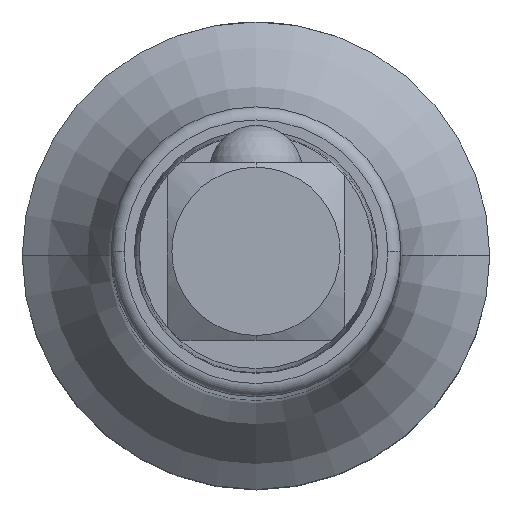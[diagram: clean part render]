
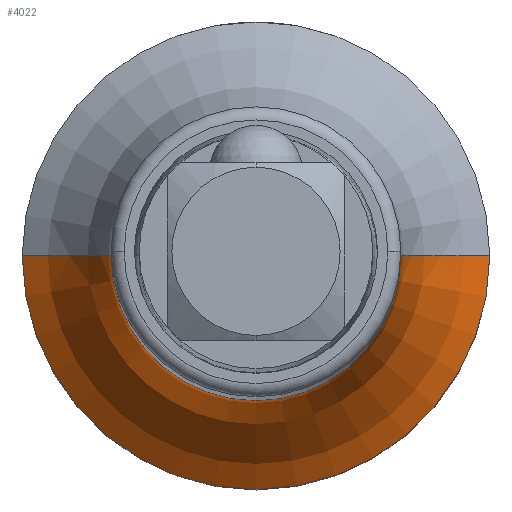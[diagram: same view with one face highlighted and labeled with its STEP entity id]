
A CAD part, top view. The second image highlights one B-rep face of the part: STEP entity #4022.
In plain terms, the highlighted toroidal (fillet/blend) face has major radius 17.75 mm and minor radius 10 mm.
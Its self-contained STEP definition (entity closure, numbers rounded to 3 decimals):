
#3588=CARTESIAN_POINT('',(0.,0.,17.2));
#3589=DIRECTION('',(0.,0.,1.));
#3590=DIRECTION('',(1.,0.,0.));
#3591=AXIS2_PLACEMENT_3D('',#3588,#3589,#3590);
#3596=CARTESIAN_POINT('',(17.75,0.,
25.711));
#3597=DIRECTION('',(0.,1.,0.));
#3598=DIRECTION('',(-0.525,0.,-0.851));
#3599=AXIS2_PLACEMENT_3D('',#3596,#3597,#3598);
#3604=CARTESIAN_POINT('',(-17.75,0.,
25.711));
#3605=DIRECTION('',(0.,-1.,0.));
#3606=DIRECTION('',(0.525,0.,-0.851));
#3607=AXIS2_PLACEMENT_3D('',#3604,#3605,#3606);
#3737=CARTESIAN_POINT('',(0.,0.,25.711));
#3738=DIRECTION('',(0.,0.,1.));
#3739=DIRECTION('',(1.,0.,0.));
#3740=AXIS2_PLACEMENT_3D('',#3737,#3738,#3739);
#3752=CARTESIAN_POINT('',(-12.5,0.,17.2));
#3753=CARTESIAN_POINT('',(12.5,0.,17.2));
#3754=VERTEX_POINT('',#3752);
#3755=VERTEX_POINT('',#3753);
#3756=CARTESIAN_POINT('',(-7.75,0.,25.711));
#3757=CARTESIAN_POINT('',(7.75,0.,25.711));
#3758=VERTEX_POINT('',#3756);
#3759=VERTEX_POINT('',#3757);
#4008=CARTESIAN_POINT('',(0.,0.,25.711));
#4009=DIRECTION('',(0.,0.,1.));
#4010=DIRECTION('',(1.,0.,0.));
#4011=AXIS2_PLACEMENT_3D('',#4008,#4009,#4010);
#4012=TOROIDAL_SURFACE('',#4011,17.75,10.);
#4013=ORIENTED_EDGE('',*,*,#4002,.F.);
#4015=ORIENTED_EDGE('',*,*,#4014,.T.);
#4017=ORIENTED_EDGE('',*,*,#4016,.T.);
#4019=ORIENTED_EDGE('',*,*,#4018,.F.);
#4020=EDGE_LOOP('',(#4013,#4015,#4017,#4019));
#4021=FACE_OUTER_BOUND('',#4020,.F.);
#4022=ADVANCED_FACE('',(#4021),#4012,.F.);
#3592=CIRCLE('',#3591,12.5);
#3600=CIRCLE('',#3599,10.);
#3608=CIRCLE('',#3607,10.);
#3741=CIRCLE('',#3740,7.75);
#4002=EDGE_CURVE('',#3755,#3754,#3592,.T.);
#4014=EDGE_CURVE('',#3755,#3759,#3600,.T.);
#4016=EDGE_CURVE('',#3759,#3758,#3741,.T.);
#4018=EDGE_CURVE('',#3754,#3758,#3608,.T.);
